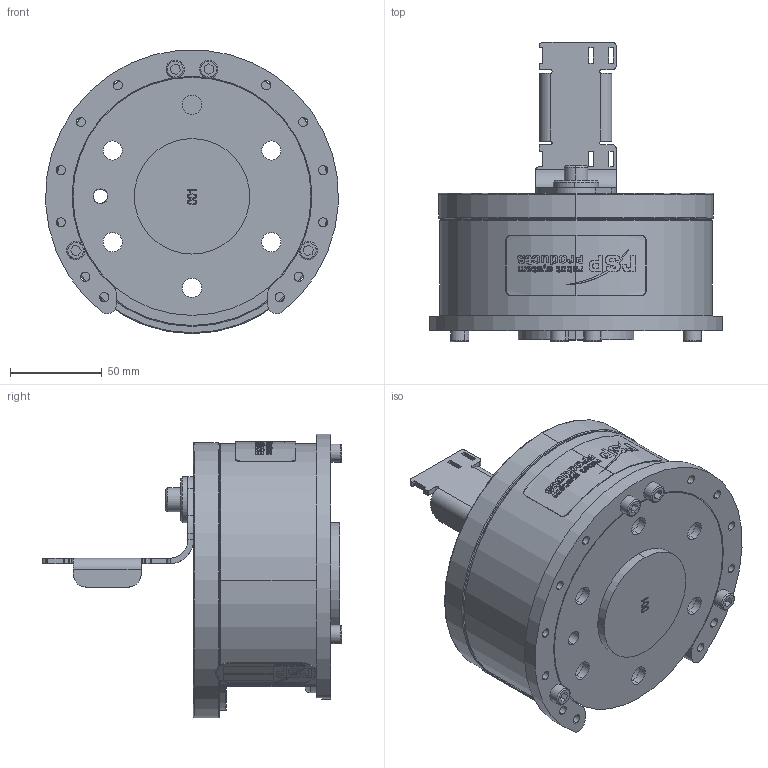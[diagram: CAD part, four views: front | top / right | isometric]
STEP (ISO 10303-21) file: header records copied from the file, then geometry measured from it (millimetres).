
FILE_DESCRIPTION (( 'STEP AP214' ), '1' );
FILE_NAME ('P5121 Axial guide.STEP', '2021-08-17T10:28:39', ( '' ), ( '' ), 'SwSTEP 2.0', 'SolidWorks 2019', '' );
FILE_SCHEMA (( 'AUTOMOTIVE_DESIGN' ));
Length unit declared in the file: millimetre
Products named in the file (1): P5121 Axial guide
Bounding box: 159.78 x 163.5 x 154.71 mm (x, y, z)
Volume: 604380.6 mm3; surface area: 164539.2 mm2
Topology: 35 solids, 35 shells, 1157 faces, 3010 edges, 1958 vertices
Faces by surface type: plane 516, bspline 301, cylinder 254, cone 57, torus 29
Entity records: 58339 total; most frequent: CARTESIAN_POINT 18739, ORIENTED_EDGE 5960, DIRECTION 4564, EDGE_CURVE 2980, VERTEX_POINT 1958, VECTOR 1614, LINE 1614, AXIS2_PLACEMENT_3D 1475
